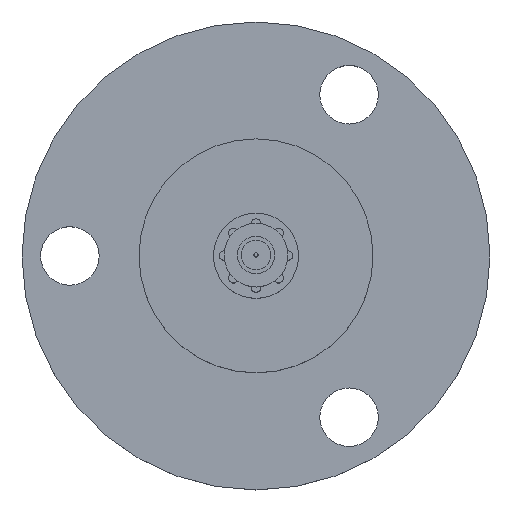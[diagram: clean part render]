
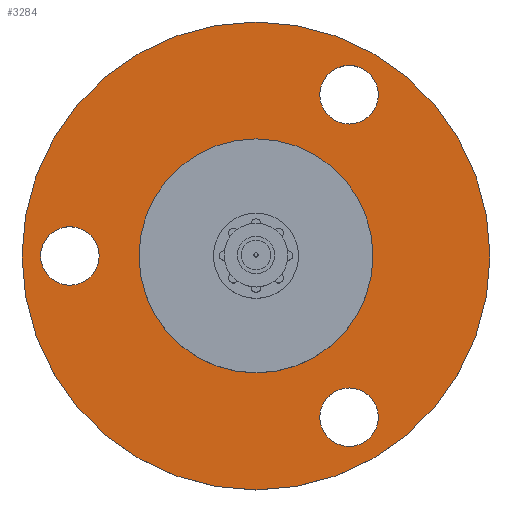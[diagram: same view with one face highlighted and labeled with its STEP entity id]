
A CAD part, top view. The second image highlights one B-rep face of the part: STEP entity #3284.
In plain terms, the highlighted planar face has unit normal (0, 0, 1).
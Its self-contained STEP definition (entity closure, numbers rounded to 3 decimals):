
#28 = ORIENTED_EDGE ( 'NONE', *, *, #1891, .T. ) ;
#101 = VERTEX_POINT ( 'NONE', #3241 ) ;
#175 = CARTESIAN_POINT ( 'NONE',  ( 8.75, 15.155, 22.7 ) ) ;
#181 = DIRECTION ( 'NONE',  ( 1., 0., 0. ) ) ;
#273 = PLANE ( 'NONE',  #2637 ) ;
#420 = DIRECTION ( 'NONE',  ( 0., 0., 1. ) ) ;
#428 = EDGE_CURVE ( 'NONE', #2471, #1133, #2767, .T. ) ;
#453 = DIRECTION ( 'NONE',  ( 1., 0., 0. ) ) ;
#465 = CARTESIAN_POINT ( 'NONE',  ( -17.5, 0., 22.7 ) ) ;
#499 = ORIENTED_EDGE ( 'NONE', *, *, #948, .F. ) ;
#500 = CARTESIAN_POINT ( 'NONE',  ( 0., 0., 22.7 ) ) ;
#545 = VERTEX_POINT ( 'NONE', #1240 ) ;
#559 = VERTEX_POINT ( 'NONE', #1104 ) ;
#597 = AXIS2_PLACEMENT_3D ( 'NONE', #2501, #924, #2764 ) ;
#780 = DIRECTION ( 'NONE',  ( 1., 0., 0. ) ) ;
#791 = CIRCLE ( 'NONE', #2520, 11. ) ;
#831 = DIRECTION ( 'NONE',  ( 1., 0., 0. ) ) ;
#832 = CIRCLE ( 'NONE', #1040, 2.75 ) ;
#844 = AXIS2_PLACEMENT_3D ( 'NONE', #175, #2048, #453 ) ;
#850 = ORIENTED_EDGE ( 'NONE', *, *, #1945, .T. ) ;
#866 = AXIS2_PLACEMENT_3D ( 'NONE', #1003, #2853, #1266 ) ;
#924 = DIRECTION ( 'NONE',  ( 0., 0., 1. ) ) ;
#948 = EDGE_CURVE ( 'NONE', #1133, #2471, #2113, .T. ) ;
#1000 = EDGE_CURVE ( 'NONE', #545, #2620, #791, .T. ) ;
#1003 = CARTESIAN_POINT ( 'NONE',  ( 8.75, 15.155, 22.7 ) ) ;
#1020 = FACE_OUTER_BOUND ( 'NONE', #3233, .T. ) ;
#1040 = AXIS2_PLACEMENT_3D ( 'NONE', #3401, #1803, #181 ) ;
#1065 = VERTEX_POINT ( 'NONE', #1090 ) ;
#1090 = CARTESIAN_POINT ( 'NONE',  ( -14.75, 0., 22.7 ) ) ;
#1104 = CARTESIAN_POINT ( 'NONE',  ( -20.25, 0., 22.7 ) ) ;
#1133 = VERTEX_POINT ( 'NONE', #2476 ) ;
#1240 = CARTESIAN_POINT ( 'NONE',  ( -11., 0., 22.7 ) ) ;
#1266 = DIRECTION ( 'NONE',  ( 1., 0., 0. ) ) ;
#1283 = VERTEX_POINT ( 'NONE', #1859 ) ;
#1310 = EDGE_CURVE ( 'NONE', #559, #1065, #1775, .T. ) ;
#1406 = CIRCLE ( 'NONE', #597, 22. ) ;
#1449 = DIRECTION ( 'NONE',  ( 0., 0., 1. ) ) ;
#1456 = CARTESIAN_POINT ( 'NONE',  ( 11., 0., 22.7 ) ) ;
#1516 = AXIS2_PLACEMENT_3D ( 'NONE', #465, #2643, #3478 ) ;
#1545 = CIRCLE ( 'NONE', #866, 2.75 ) ;
#1570 = FACE_BOUND ( 'NONE', #1615, .T. ) ;
#1579 = CIRCLE ( 'NONE', #2455, 22. ) ;
#1595 = DIRECTION ( 'NONE',  ( 0., 0., 1. ) ) ;
#1615 = EDGE_LOOP ( 'NONE', ( #3313, #2437 ) ) ;
#1630 = CARTESIAN_POINT ( 'NONE',  ( 0., 0., 22.7 ) ) ;
#1659 = FACE_BOUND ( 'NONE', #2972, .T. ) ;
#1775 = CIRCLE ( 'NONE', #1516, 2.75 ) ;
#1803 = DIRECTION ( 'NONE',  ( 0., 0., 1. ) ) ;
#1804 = EDGE_CURVE ( 'NONE', #2153, #101, #1545, .T. ) ;
#1805 = EDGE_CURVE ( 'NONE', #1065, #559, #832, .T. ) ;
#1812 = AXIS2_PLACEMENT_3D ( 'NONE', #1967, #1449, #3008 ) ;
#1859 = CARTESIAN_POINT ( 'NONE',  ( 22., 0., 22.7 ) ) ;
#1891 = EDGE_CURVE ( 'NONE', #1283, #3390, #1579, .T. ) ;
#1905 = EDGE_CURVE ( 'NONE', #2620, #545, #2985, .T. ) ;
#1938 = CARTESIAN_POINT ( 'NONE',  ( -22., 0., 22.7 ) ) ;
#1945 = EDGE_CURVE ( 'NONE', #3390, #1283, #1406, .T. ) ;
#1967 = CARTESIAN_POINT ( 'NONE',  ( 8.75, -15.155, 22.7 ) ) ;
#2048 = DIRECTION ( 'NONE',  ( 0., 0., 1. ) ) ;
#2061 = ORIENTED_EDGE ( 'NONE', *, *, #1804, .F. ) ;
#2113 = CIRCLE ( 'NONE', #1812, 2.75 ) ;
#2119 = CIRCLE ( 'NONE', #844, 2.75 ) ;
#2126 = EDGE_LOOP ( 'NONE', ( #2402, #3216 ) ) ;
#2153 = VERTEX_POINT ( 'NONE', #2495 ) ;
#2174 = CARTESIAN_POINT ( 'NONE',  ( 11.5, -15.155, 22.7 ) ) ;
#2186 = DIRECTION ( 'NONE',  ( 0., 0., 1. ) ) ;
#2231 = ORIENTED_EDGE ( 'NONE', *, *, #2758, .F. ) ;
#2254 = FACE_BOUND ( 'NONE', #2336, .T. ) ;
#2336 = EDGE_LOOP ( 'NONE', ( #2231, #2061 ) ) ;
#2367 = DIRECTION ( 'NONE',  ( 0., 0., 1. ) ) ;
#2402 = ORIENTED_EDGE ( 'NONE', *, *, #1805, .F. ) ;
#2411 = DIRECTION ( 'NONE',  ( 0., 0., 1. ) ) ;
#2437 = ORIENTED_EDGE ( 'NONE', *, *, #1905, .F. ) ;
#2455 = AXIS2_PLACEMENT_3D ( 'NONE', #3179, #1595, #3448 ) ;
#2471 = VERTEX_POINT ( 'NONE', #2174 ) ;
#2476 = CARTESIAN_POINT ( 'NONE',  ( 6., -15.155, 22.7 ) ) ;
#2495 = CARTESIAN_POINT ( 'NONE',  ( 6., 15.155, 22.7 ) ) ;
#2496 = DIRECTION ( 'NONE',  ( 1., 0., 0. ) ) ;
#2501 = CARTESIAN_POINT ( 'NONE',  ( 0., 0., 22.7 ) ) ;
#2520 = AXIS2_PLACEMENT_3D ( 'NONE', #3020, #2186, #2496 ) ;
#2620 = VERTEX_POINT ( 'NONE', #1456 ) ;
#2631 = DIRECTION ( 'NONE',  ( 1., 0., 0. ) ) ;
#2637 = AXIS2_PLACEMENT_3D ( 'NONE', #1630, #2411, #831 ) ;
#2643 = DIRECTION ( 'NONE',  ( 0., 0., 1. ) ) ;
#2758 = EDGE_CURVE ( 'NONE', #101, #2153, #2119, .T. ) ;
#2764 = DIRECTION ( 'NONE',  ( 1., 0., 0. ) ) ;
#2767 = CIRCLE ( 'NONE', #2916, 2.75 ) ;
#2816 = AXIS2_PLACEMENT_3D ( 'NONE', #500, #2367, #780 ) ;
#2853 = DIRECTION ( 'NONE',  ( 0., 0., 1. ) ) ;
#2916 = AXIS2_PLACEMENT_3D ( 'NONE', #3451, #420, #2631 ) ;
#2972 = EDGE_LOOP ( 'NONE', ( #2996, #499 ) ) ;
#2979 = FACE_BOUND ( 'NONE', #2126, .T. ) ;
#2985 = CIRCLE ( 'NONE', #2816, 11. ) ;
#2996 = ORIENTED_EDGE ( 'NONE', *, *, #428, .F. ) ;
#3008 = DIRECTION ( 'NONE',  ( 1., 0., 0. ) ) ;
#3020 = CARTESIAN_POINT ( 'NONE',  ( 0., 0., 22.7 ) ) ;
#3179 = CARTESIAN_POINT ( 'NONE',  ( 0., 0., 22.7 ) ) ;
#3216 = ORIENTED_EDGE ( 'NONE', *, *, #1310, .F. ) ;
#3233 = EDGE_LOOP ( 'NONE', ( #28, #850 ) ) ;
#3241 = CARTESIAN_POINT ( 'NONE',  ( 11.5, 15.155, 22.7 ) ) ;
#3284 = ADVANCED_FACE ( 'NONE', ( #1659, #2254, #2979, #1020, #1570 ), #273, .T. ) ;
#3313 = ORIENTED_EDGE ( 'NONE', *, *, #1000, .F. ) ;
#3390 = VERTEX_POINT ( 'NONE', #1938 ) ;
#3401 = CARTESIAN_POINT ( 'NONE',  ( -17.5, 0., 22.7 ) ) ;
#3448 = DIRECTION ( 'NONE',  ( 1., 0., 0. ) ) ;
#3451 = CARTESIAN_POINT ( 'NONE',  ( 8.75, -15.155, 22.7 ) ) ;
#3478 = DIRECTION ( 'NONE',  ( 1., 0., 0. ) ) ;
